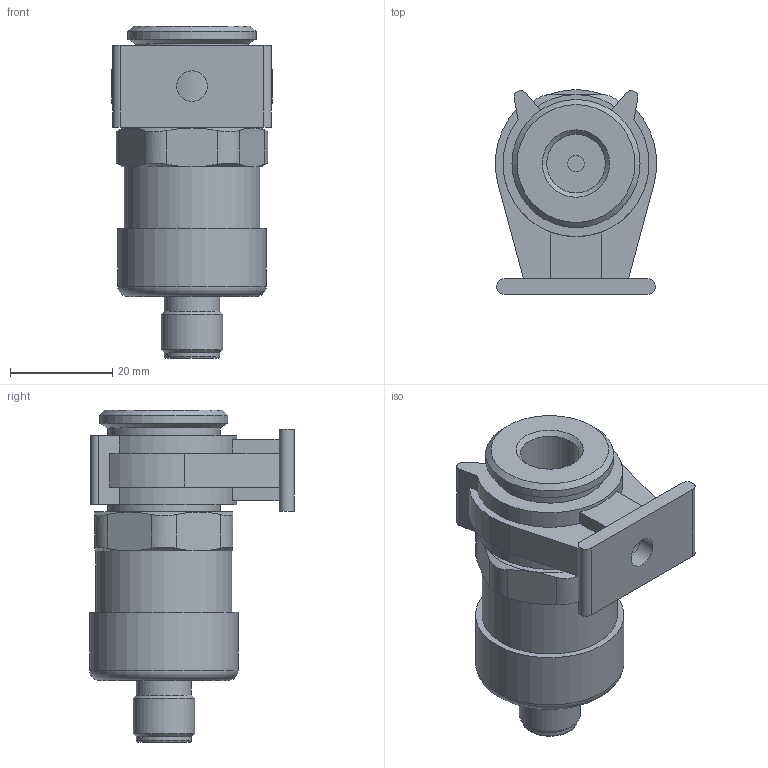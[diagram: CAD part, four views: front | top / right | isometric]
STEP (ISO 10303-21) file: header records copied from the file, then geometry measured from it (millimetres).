
FILE_DESCRIPTION(/* description */ ('STEP AP214'),/* implementation_level */ '2;1');
FILE_NAME(/* name */ '8000112_SPTW-P6R-G14-VD-M12',/* time_stamp */ '2024-09-15T13:37:40+02:00',/* author */ ('License CC BY-ND 4.0'),/* organization */ ('CADENAS'),/* preprocessor_version */ 'ST-DEVELOPER v19.3',/* originating_system */ 'PARTsolutions',/* authorisation */ ' ');
FILE_SCHEMA (('AUTOMOTIVE_DESIGN {1 0 10303 214 3 1 1}'));
Length unit declared in the file: millimetre
Products named in the file (1): 8000112 SPTW-P6R-G14-VD-M12
Bounding box: 31.42 x 40 x 64.8 mm (x, y, z)
Volume: 33559 mm3; surface area: 10212 mm2
Topology: 1 solids, 1 shells, 98 faces, 224 edges, 142 vertices
Faces by surface type: plane 45, cylinder 34, cone 17, torus 2
Full cylindrical faces by diameter (mm): 1 x4, 3.2 x1, 6 x1, 7.5 x1, 8.5 x1, 10.773 x2, 11.445 x1, 12 x1, 22 x1, 25 x1, 26.5 x1, 29 x1
Entity records: 3374 total; most frequent: CARTESIAN_POINT 572, DIRECTION 434, ORIENTED_EDGE 394, EDGE_CURVE 197, AXIS2_PLACEMENT_3D 175, VERTEX_POINT 139, EDGE_LOOP 136, FACE_BOUND 136
